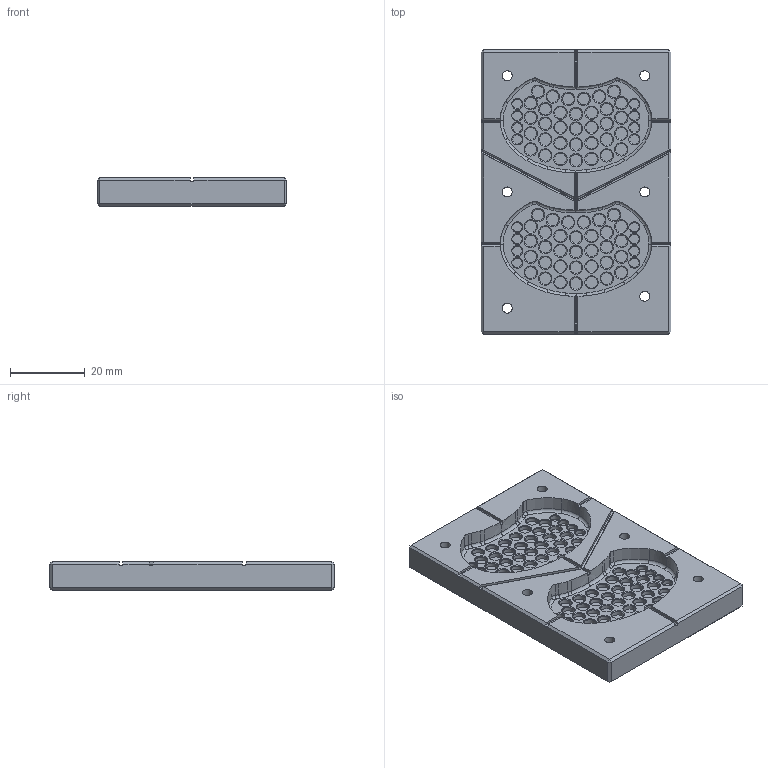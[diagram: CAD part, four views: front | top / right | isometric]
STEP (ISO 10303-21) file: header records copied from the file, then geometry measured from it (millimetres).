
FILE_DESCRIPTION(/* description */ ('Alibre Inc.'),/* implementation_level */ '2;1');
FILE_NAME(/* name */ 'export0',/* time_stamp */ '2015-08-03T10:30:32-04:00',/* author */ (''),/* organization */ (''),/* preprocessor_version */ 'ST-DEVELOPER v14',/* originating_system */ 'Alibre',/* authorisation */ '');
FILE_SCHEMA (('CONFIG_CONTROL_DESIGN'));
Length unit declared in the file: centimetre
Products named in the file (1): ID_1
Bounding box: 50.8 x 76.2 x 7.62 mm (x, y, z)
Volume: 20879.3 mm3; surface area: 11753.4 mm2
Topology: 1 solids, 1 shells, 466 faces, 948 edges, 572 vertices
Faces by surface type: cylinder 166, plane 158, cone 90, torus 52
Full cylindrical faces by diameter (mm): 2.54 x16, 2.642 x2, 2.667 x8, 3.175 x68
Entity records: 11519 total; most frequent: CARTESIAN_POINT 2325, DIRECTION 1941, ORIENTED_EDGE 1516, AXIS2_PLACEMENT_3D 963, EDGE_CURVE 758, EDGE_LOOP 750, FACE_BOUND 750, VERTEX_POINT 566
